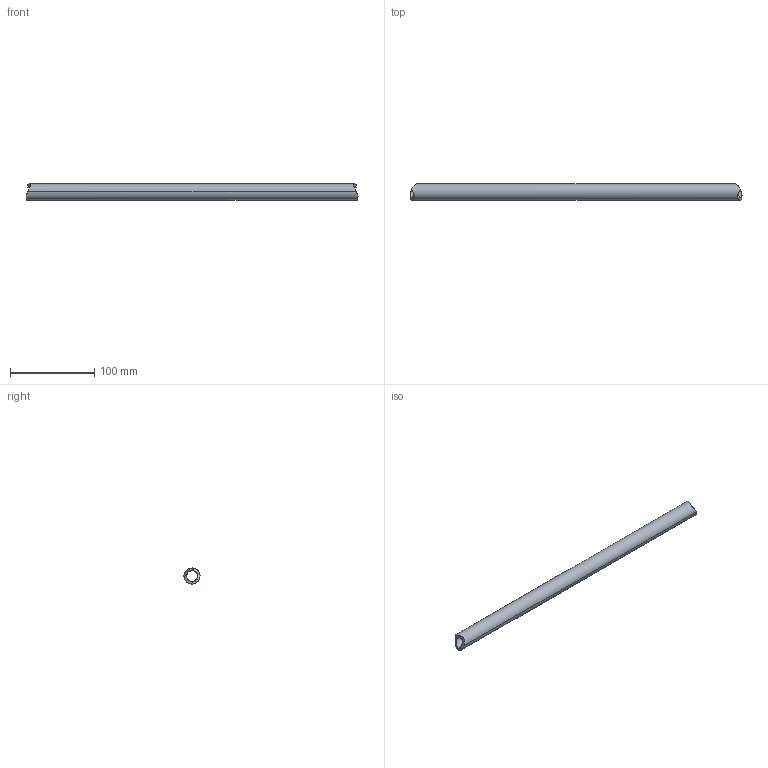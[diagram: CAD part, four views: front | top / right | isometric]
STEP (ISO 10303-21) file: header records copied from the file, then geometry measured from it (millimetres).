
FILE_DESCRIPTION (( 'STEP AP214' ), '1' );
FILE_NAME ('Member 6.STEP', '2025-02-27T19:58:03', ( '' ), ( '' ), 'SwSTEP 2.0', 'SolidWorks 2022', '' );
FILE_SCHEMA (( 'AUTOMOTIVE_DESIGN' ));
Length unit declared in the file: millimetre
Products named in the file (1): Member 6
Bounding box: 393.78 x 19.05 x 19.04 mm (x, y, z)
Volume: 61299 mm3; surface area: 38961.1 mm2
Topology: 1 solids, 1 shells, 28 faces, 92 edges, 64 vertices
Faces by surface type: bspline 15, cylinder 13
Entity records: 2720 total; most frequent: CARTESIAN_POINT 2074, ORIENTED_EDGE 184, EDGE_CURVE 92, B_SPLINE_CURVE_WITH_KNOTS 72, VERTEX_POINT 64, DIRECTION 42, EDGE_LOOP 28, FACE_OUTER_BOUND 28
